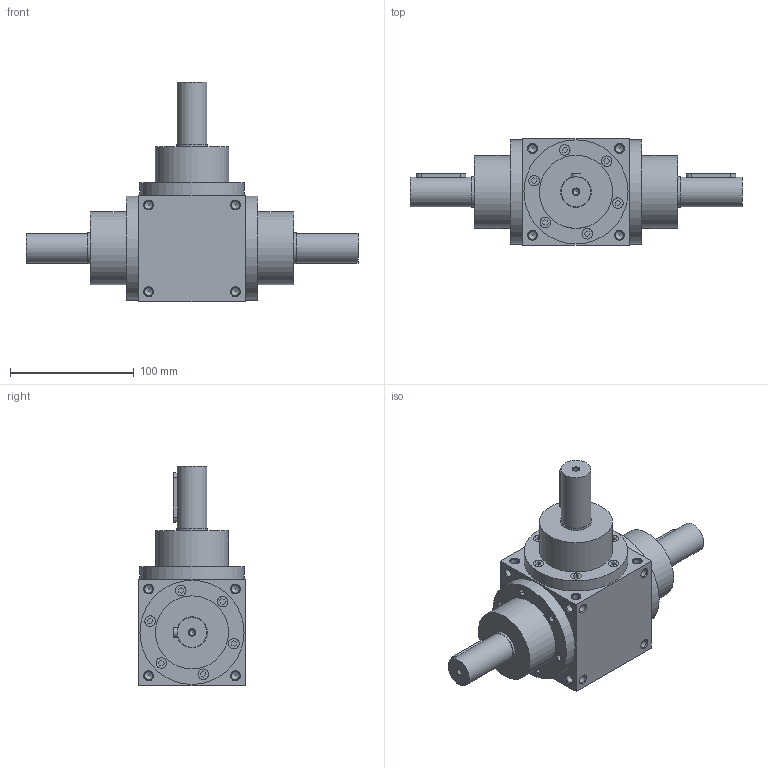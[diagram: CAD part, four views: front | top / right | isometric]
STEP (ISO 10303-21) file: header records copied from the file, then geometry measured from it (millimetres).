
FILE_DESCRIPTION(/* description */ ('STEP AP203'),/* implementation_level */ '2;1');
FILE_NAME(/* name */ 'RZ86_S8_R.1_1',/* time_stamp */ '2022-12-06T11:12:34+01:00',/* author */ ('License CC BY-ND 4.0'),/* organization */ ('CADENAS'),/* preprocessor_version */ 'ST-DEVELOPER v18.102',/* originating_system */ 'PARTsolutions',/* authorisation */ ' ');
FILE_SCHEMA (('CONFIG_CONTROL_DESIGN'));
Length unit declared in the file: millimetre
Products named in the file (3): RZ86_S8_R.1/1; RR86-shaft; RZ868-case
Assembly tree (4 placements, depth 2):
  RZ86_S8_R.1/1
    RR86-shaft  x3
    RZ868-case
Bounding box: 268 x 86 x 177 mm (x, y, z)
Volume: 1095485.9 mm3; surface area: 112624 mm2
Topology: 4 solids, 4 shells, 321 faces, 836 edges, 542 vertices
Faces by surface type: plane 177, cylinder 90, cone 54
Full cylindrical faces by diameter (mm): 4.917 x3, 6.647 x48, 8.5 x18, 24 x3, 25 x6, 59 x3, 84 x3
Entity records: 8054 total; most frequent: DIRECTION 1406, CARTESIAN_POINT 1347, ORIENTED_EDGE 1154, EDGE_CURVE 577, AXIS2_PLACEMENT_3D 531, FACE_BOUND 495, EDGE_LOOP 470, VERTEX_POINT 454
